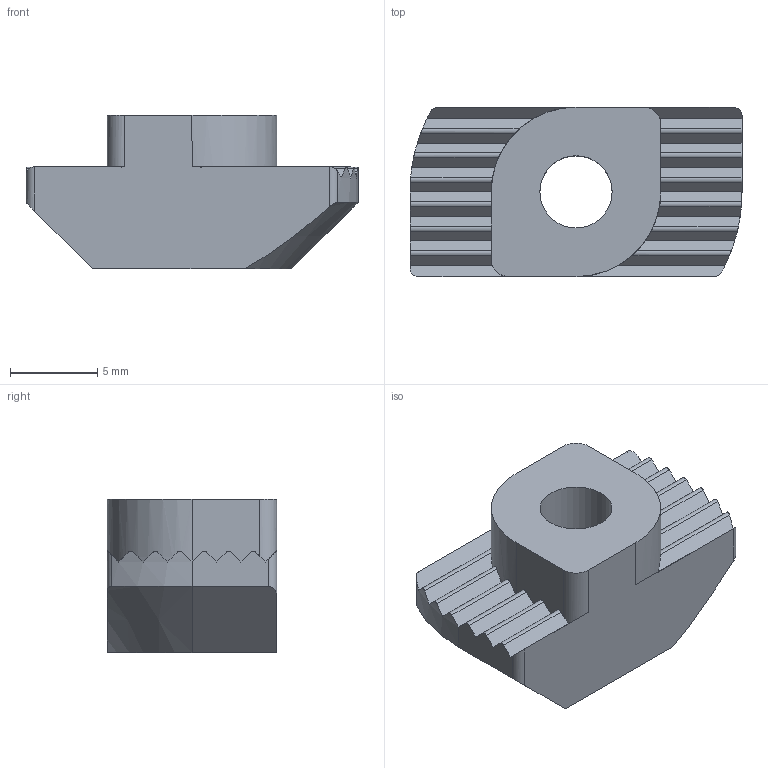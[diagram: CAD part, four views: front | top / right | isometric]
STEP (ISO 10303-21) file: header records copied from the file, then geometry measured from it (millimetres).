
FILE_DESCRIPTION((''),'2;1');
FILE_NAME('AR3397.stp','2016-07-14T10:26:30',('Envy'),(''),'Autodesk Inventor 2013','Autodesk Inventor 2013','');
FILE_SCHEMA(('AUTOMOTIVE_DESIGN { 1 0 10303 214 1 1 1 1 }'));
Length unit declared in the file: millimetre
Products named in the file (1): AR3397
Bounding box: 19 x 9.7 x 8.8 mm (x, y, z)
Volume: 1006.9 mm3; surface area: 828.9 mm2
Topology: 1 solids, 1 shells, 63 faces, 190 edges, 129 vertices
Faces by surface type: plane 38, cylinder 23, cone 2
Full cylindrical faces by diameter (mm): 4.134 x1
Entity records: 2339 total; most frequent: CARTESIAN_POINT 525, ORIENTED_EDGE 376, DIRECTION 348, EDGE_CURVE 188, VERTEX_POINT 128, AXIS2_PLACEMENT_3D 124, VECTOR 100, LINE 100
